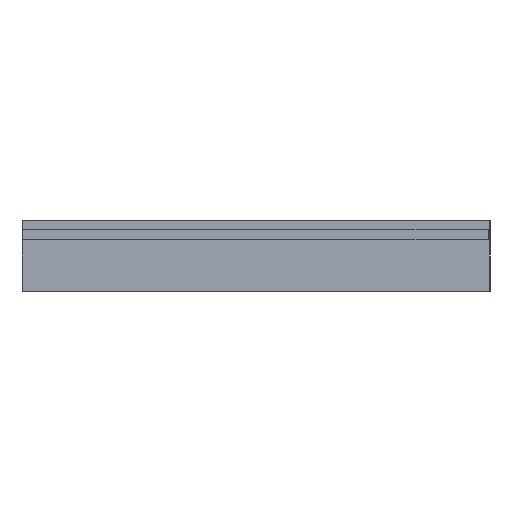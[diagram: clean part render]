
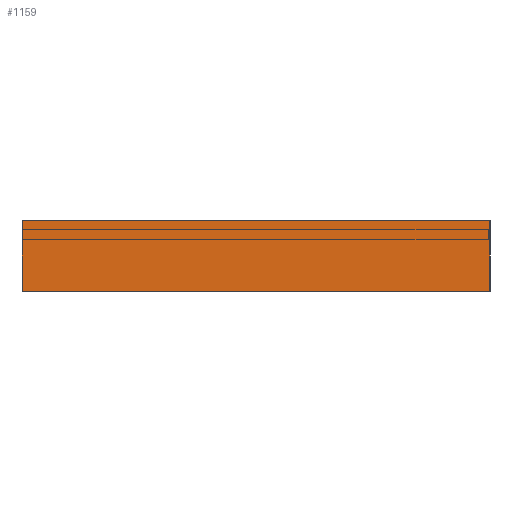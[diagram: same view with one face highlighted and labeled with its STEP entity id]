
A CAD part, left-side view. The second image highlights one B-rep face of the part: STEP entity #1159.
In plain terms, the highlighted planar face has unit normal (-1, 0, 0).
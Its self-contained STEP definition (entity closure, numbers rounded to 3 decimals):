
#1064=CARTESIAN_POINT('',(-4.,-94.507,-6.4));
#1065=VERTEX_POINT('',#1064);
#1073=CARTESIAN_POINT('',(-4.,-94.507,8.5));
#1074=VERTEX_POINT('',#1073);
#1081=CARTESIAN_POINT('',(-4.,-94.507,8.5));
#1082=DIRECTION('',(0.,0.,-1.));
#1083=VECTOR('',#1082,14.9);
#1084=LINE('',#1081,#1083);
#1085=EDGE_CURVE('',#1074,#1065,#1084,.T.);
#1095=CARTESIAN_POINT('',(-4.,3.893,-6.4));
#1096=VERTEX_POINT('',#1095);
#1103=CARTESIAN_POINT('',(-4.,3.893,8.5));
#1104=VERTEX_POINT('',#1103);
#1105=CARTESIAN_POINT('',(-4.,3.893,8.5));
#1106=DIRECTION('',(0.,0.,-1.));
#1107=VECTOR('',#1106,14.9);
#1108=LINE('',#1105,#1107);
#1109=EDGE_CURVE('',#1104,#1096,#1108,.T.);
#1138=CARTESIAN_POINT('',(-4.,-45.307,12.5));
#1139=DIRECTION('',(1.,0.,0.));
#1140=DIRECTION('',(-0.,1.,0.));
#1141=AXIS2_PLACEMENT_3D('',#1138,#1139,#1140);
#1142=PLANE('',#1141);
#1143=CARTESIAN_POINT('',(-4.,-94.507,-6.4));
#1144=DIRECTION('',(-0.,1.,0.));
#1145=VECTOR('',#1144,98.4);
#1146=LINE('',#1143,#1145);
#1147=EDGE_CURVE('',#1065,#1096,#1146,.T.);
#1148=ORIENTED_EDGE('',*,*,#1147,.F.);
#1149=ORIENTED_EDGE('',*,*,#1085,.F.);
#1150=CARTESIAN_POINT('',(-4.,3.893,8.5));
#1151=DIRECTION('',(0.,-1.,0.));
#1152=VECTOR('',#1151,98.4);
#1153=LINE('',#1150,#1152);
#1154=EDGE_CURVE('',#1104,#1074,#1153,.T.);
#1155=ORIENTED_EDGE('',*,*,#1154,.F.);
#1156=ORIENTED_EDGE('',*,*,#1109,.T.);
#1157=EDGE_LOOP('',(#1148,#1149,#1155,#1156));
#1158=FACE_BOUND('',#1157,.T.);
#1159=ADVANCED_FACE('',(#1158),#1142,.F.);
